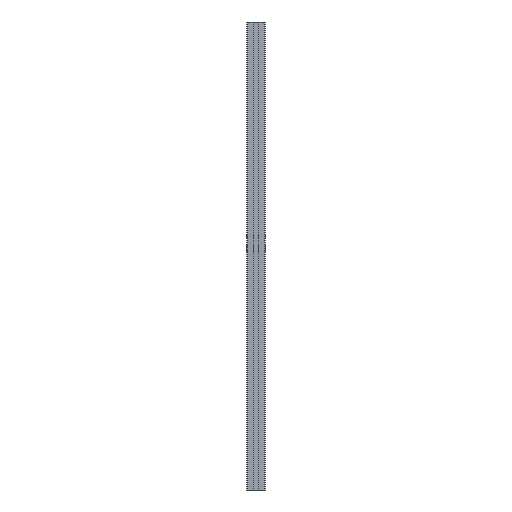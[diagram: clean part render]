
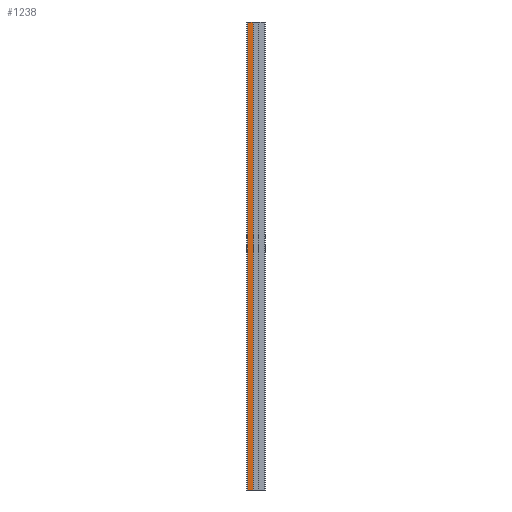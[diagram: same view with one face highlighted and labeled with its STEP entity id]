
A CAD part, left-side view. The second image highlights one B-rep face of the part: STEP entity #1238.
In plain terms, the highlighted planar face has unit normal (-1, 0, 0).
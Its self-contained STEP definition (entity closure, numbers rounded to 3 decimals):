
#1 = VERTEX_POINT ( 'NONE', #1830 ) ;
#165 = EDGE_LOOP ( 'NONE', ( #242, #243, #244, #245 ) ) ;
#242 = ORIENTED_EDGE ( 'NONE', *, *, #1335, .T. ) ;
#243 = ORIENTED_EDGE ( 'NONE', *, *, #2437, .F. ) ;
#244 = ORIENTED_EDGE ( 'NONE', *, *, #1470, .F. ) ;
#245 = ORIENTED_EDGE ( 'NONE', *, *, #2436, .T. ) ;
#550 = FACE_OUTER_BOUND ( 'NONE', #165, .T. ) ;
#697 = LINE ( 'NONE', #2081, #2515 ) ;
#801 = DIRECTION ( 'NONE',  ( 0., 0., -1. ) ) ;
#805 = DIRECTION ( 'NONE',  ( 1., 0., 0. ) ) ;
#808 = PLANE ( 'NONE',  #2424 ) ;
#823 = CARTESIAN_POINT ( 'NONE',  ( 5.967, 56.435, 1000. ) ) ;
#960 = VERTEX_POINT ( 'NONE', #1765 ) ;
#1175 = CARTESIAN_POINT ( 'NONE',  ( 5.967, 56.435, 0. ) ) ;
#1176 = CARTESIAN_POINT ( 'NONE',  ( 5.967, 68.335, 0. ) ) ;
#1238 = ADVANCED_FACE ( 'NONE', ( #550 ), #808, .F. ) ;
#1335 = EDGE_CURVE ( 'NONE', #3243, #3242, #697, .T. ) ;
#1470 = EDGE_CURVE ( 'NONE', #960, #1, #2738, .T. ) ;
#1597 = CARTESIAN_POINT ( 'NONE',  ( 5.967, 56.435, 1000. ) ) ;
#1598 = DIRECTION ( 'NONE',  ( 0., -1., 0. ) ) ;
#1765 = CARTESIAN_POINT ( 'NONE',  ( 5.967, 68.335, 1000. ) ) ;
#1830 = CARTESIAN_POINT ( 'NONE',  ( 5.967, 56.435, 1000. ) ) ;
#2078 = DIRECTION ( 'NONE',  ( 0., -1., 0. ) ) ;
#2081 = CARTESIAN_POINT ( 'NONE',  ( 5.967, 56.435, 0. ) ) ;
#2424 = AXIS2_PLACEMENT_3D ( 'NONE', #823, #805, #801 ) ;
#2436 = EDGE_CURVE ( 'NONE', #960, #3243, #2986, .T. ) ;
#2437 = EDGE_CURVE ( 'NONE', #1, #3242, #2988, .T. ) ;
#2515 = VECTOR ( 'NONE', #2078, 1000. ) ;
#2738 = LINE ( 'NONE', #1597, #2741 ) ;
#2741 = VECTOR ( 'NONE', #1598, 1000. ) ;
#2986 = LINE ( 'NONE', #3121, #2989 ) ;
#2988 = LINE ( 'NONE', #3123, #2991 ) ;
#2989 = VECTOR ( 'NONE', #3122, 1000. ) ;
#2991 = VECTOR ( 'NONE', #3124, 1000. ) ;
#3121 = CARTESIAN_POINT ( 'NONE',  ( 5.967, 68.335, 1000. ) ) ;
#3122 = DIRECTION ( 'NONE',  ( 0., 0., -1. ) ) ;
#3123 = CARTESIAN_POINT ( 'NONE',  ( 5.967, 56.435, 1000. ) ) ;
#3124 = DIRECTION ( 'NONE',  ( 0., 0., -1. ) ) ;
#3242 = VERTEX_POINT ( 'NONE', #1175 ) ;
#3243 = VERTEX_POINT ( 'NONE', #1176 ) ;
